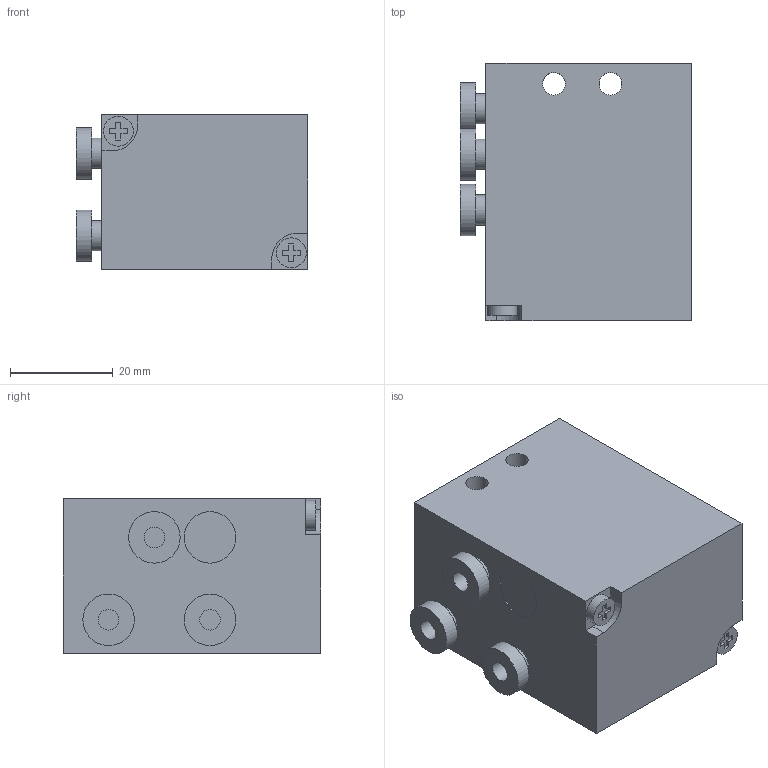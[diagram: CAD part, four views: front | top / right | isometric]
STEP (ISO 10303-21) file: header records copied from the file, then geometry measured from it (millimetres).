
FILE_DESCRIPTION( ( 'STEP AP214' ), ' ' );
FILE_NAME( 'W3605000001.stp', '2017-03-01T13:10:13', ( '' ), ( '' ), ' ', 'PARTsolutions', ' ' );
FILE_SCHEMA( ( 'AUTOMOTIVE_DESIGN { 1 0 10303 214 1 1 1 1 }' ) );
Length unit declared in the file: millimetre
Products named in the file (1): _W3605000001
Bounding box: 45 x 50 x 30 mm (x, y, z)
Volume: 59374.9 mm3; surface area: 11368 mm2
Topology: 1 solids, 1 shells, 71 faces, 164 edges, 110 vertices
Faces by surface type: plane 51, cylinder 18, cone 2
Full cylindrical faces by diameter (mm): 2.459 x1, 4 x3, 4.4 x2, 5 x1, 5.8 x2, 5.9 x3, 10 x4
Entity records: 2472 total; most frequent: DIRECTION 322, CARTESIAN_POINT 319, ORIENTED_EDGE 282, EDGE_CURVE 141, AXIS2_PLACEMENT_3D 109, EDGE_LOOP 108, VERTEX_POINT 106, LINE 104
